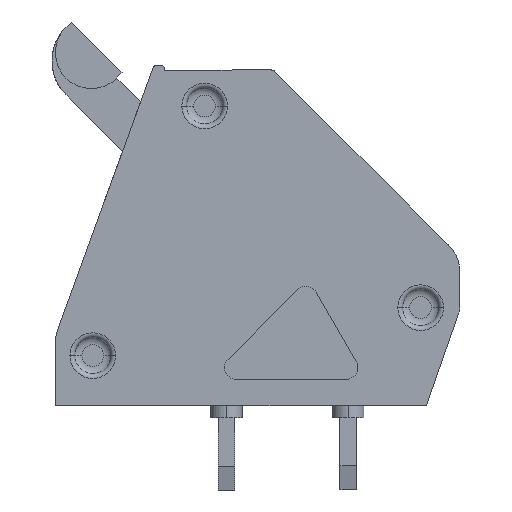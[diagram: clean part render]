
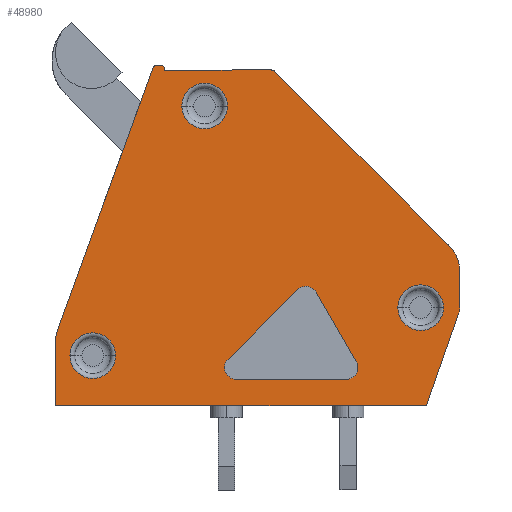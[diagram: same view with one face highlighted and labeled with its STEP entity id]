
A CAD part, left-side view. The second image highlights one B-rep face of the part: STEP entity #48980.
In plain terms, the highlighted face is planar.
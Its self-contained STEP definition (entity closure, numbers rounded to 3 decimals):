
#210=CARTESIAN_POINT('',(85.117,2.155,-2.54));
#220=VERTEX_POINT('',#210);
#250=CARTESIAN_POINT('',(85.317,2.155,-2.54));
#260=DIRECTION('',(0.,0.,1.));
#270=DIRECTION('',(1.,0.,0.));
#280=AXIS2_PLACEMENT_3D('',#250,#260,#270);
#290=CIRCLE('',#280,0.2);
#300=CARTESIAN_POINT('',(85.317,2.355,-2.54));
#310=VERTEX_POINT('',#300);
#320=EDGE_CURVE('',#310,#220,#290,.T.);
#600=CARTESIAN_POINT('',(73.507,-7.745,
-2.54));
#610=VERTEX_POINT('',#600);
#800=CARTESIAN_POINT('',(75.407,-7.745,
-2.54));
#810=VERTEX_POINT('',#800);
#840=CARTESIAN_POINT('',(74.457,-7.745,
-2.54));
#850=DIRECTION('',(0.,0.,1.));
#860=DIRECTION('',(-1.,0.,0.));
#870=AXIS2_PLACEMENT_3D('',#840,#850,#860);
#880=CIRCLE('',#870,0.95);
#890=EDGE_CURVE('',#810,#610,#880,.T.);
#1600=CARTESIAN_POINT('',(82.507,0.655,
-2.54));
#1610=VERTEX_POINT('',#1600);
#1800=CARTESIAN_POINT('',(84.407,0.655,
-2.54));
#1810=VERTEX_POINT('',#1800);
#1840=CARTESIAN_POINT('',(83.457,0.655,
-2.54));
#1850=DIRECTION('',(0.,0.,1.));
#1860=DIRECTION('',(-1.,0.,0.));
#1870=AXIS2_PLACEMENT_3D('',#1840,#1850,#1860);
#1880=CIRCLE('',#1870,0.95);
#1890=EDGE_CURVE('',#1810,#1610,#1880,.T.);
#2430=CARTESIAN_POINT('',(85.427,2.355,-2.54));
#2440=DIRECTION('',(-1.,0.,0.));
#2450=VECTOR('',#2440,1.);
#2460=LINE('',#2430,#2450);
#2470=CARTESIAN_POINT('',(85.427,2.355,-2.54));
#2480=VERTEX_POINT('',#2470);
#2490=EDGE_CURVE('',#2480,#310,#2460,.T.);
#3470=CARTESIAN_POINT('',(87.167,-9.745,
-2.54));
#3480=VERTEX_POINT('',#3470);
#3570=CARTESIAN_POINT('',(89.067,-9.745,
-2.54));
#3580=VERTEX_POINT('',#3570);
#3610=CARTESIAN_POINT('',(88.117,-9.745,
-2.54));
#3620=DIRECTION('',(0.,0.,1.));
#3630=DIRECTION('',(-1.,0.,0.));
#3640=AXIS2_PLACEMENT_3D('',#3610,#3620,#3630);
#3650=CIRCLE('',#3640,0.95);
#3660=EDGE_CURVE('',#3580,#3480,#3650,.T.);
#3930=CARTESIAN_POINT('',(85.427,2.155,-2.54));
#3940=DIRECTION('',(0.,0.,1.));
#3950=DIRECTION('',(1.,0.,0.));
#3960=AXIS2_PLACEMENT_3D('',#3930,#3940,#3950);
#3970=CIRCLE('',#3960,0.2);
#3980=CARTESIAN_POINT('',(85.615,2.224,-2.54));
#3990=VERTEX_POINT('',#3980);
#4000=EDGE_CURVE('',#3990,#2480,#3970,.T.);
#6300=CARTESIAN_POINT('',(89.576,-8.661,-2.54));
#6310=VERTEX_POINT('',#6300);
#6340=CARTESIAN_POINT('',(88.167,-9.174,-2.54));
#6350=DIRECTION('',(0.,0.,1.));
#6360=DIRECTION('',(1.,0.,0.));
#6370=AXIS2_PLACEMENT_3D('',#6340,#6350,#6360);
#6380=CIRCLE('',#6370,1.5);
#6390=CARTESIAN_POINT('',(89.667,-9.174,-2.54));
#6400=VERTEX_POINT('',#6390);
#6410=EDGE_CURVE('',#6400,#6310,#6380,.T.);
#6680=CARTESIAN_POINT('',(89.667,-11.845,-2.54));
#6690=VERTEX_POINT('',#6680);
#6810=CARTESIAN_POINT('',(89.667,-11.345,-2.54));
#6820=DIRECTION('',(0.,1.,0.));
#6830=VECTOR('',#6820,1.);
#6840=LINE('',#6810,#6830);
#6850=EDGE_CURVE('',#6690,#6400,#6840,.T.);
#7140=CARTESIAN_POINT('',(80.68,2.155,-2.54));
#7150=VERTEX_POINT('',#7140);
#7180=CARTESIAN_POINT('',(85.117,2.155,-2.54));
#7190=DIRECTION('',(-1.,0.,0.));
#7200=VECTOR('',#7190,1.);
#7210=LINE('',#7180,#7200);
#7220=EDGE_CURVE('',#220,#7150,#7210,.T.);
#8060=CARTESIAN_POINT('',(89.576,-8.661,-2.54));
#8070=DIRECTION('',(-0.342,0.94,0.));
#8080=VECTOR('',#8070,1.);
#8090=LINE('',#8060,#8080);
#8100=EDGE_CURVE('',#6310,#3990,#8090,.T.);
#8780=CARTESIAN_POINT('',(72.901,-8.085,-2.54));
#8790=DIRECTION('',(0.33,-0.944,0.));
#8800=VECTOR('',#8790,1.);
#8810=LINE('',#8780,#8800);
#8820=CARTESIAN_POINT('',(72.901,-8.085,-2.54));
#8830=VERTEX_POINT('',#8820);
#8840=CARTESIAN_POINT('',(74.217,-11.845,-2.54));
#8850=VERTEX_POINT('',#8840);
#8860=EDGE_CURVE('',#8830,#8850,#8810,.T.);
#9250=CARTESIAN_POINT('',(72.817,-6.246,-2.54));
#9260=DIRECTION('',(0.,-1.,0.));
#9270=VECTOR('',#9260,1.);
#9280=LINE('',#9250,#9270);
#9290=CARTESIAN_POINT('',(72.817,-6.246,-2.54));
#9300=VERTEX_POINT('',#9290);
#9310=CARTESIAN_POINT('',(72.817,-7.59,-2.54));
#9320=VERTEX_POINT('',#9310);
#9330=EDGE_CURVE('',#9300,#9320,#9280,.T.);
#9720=CARTESIAN_POINT('',(74.317,-7.59,-2.54));
#9730=DIRECTION('',(0.,0.,1.));
#9740=DIRECTION('',(1.,0.,0.));
#9750=AXIS2_PLACEMENT_3D('',#9720,#9730,#9740);
#9760=CIRCLE('',#9750,1.5);
#9770=EDGE_CURVE('',#9320,#8830,#9760,.T.);
#10710=CARTESIAN_POINT('',(89.667,-11.845,-2.54));
#10720=DIRECTION('',(-1.,0.,0.));
#10730=VECTOR('',#10720,1.);
#10740=LINE('',#10710,#10730);
#10750=EDGE_CURVE('',#6690,#8850,#10740,.T.);
#11040=CARTESIAN_POINT('',(82.126,-10.745,-2.54));
#11050=VERTEX_POINT('',#11040);
#11130=CARTESIAN_POINT('',(77.572,-10.745,-2.54));
#11140=VERTEX_POINT('',#11130);
#11170=CARTESIAN_POINT('',(72.817,-10.745,-2.54));
#11180=DIRECTION('',(1.,0.,0.));
#11190=VECTOR('',#11180,1.);
#11200=LINE('',#11170,#11190);
#11210=EDGE_CURVE('',#11140,#11050,#11200,.T.);
#11420=CARTESIAN_POINT('',(82.479,-9.891,-2.54));
#11430=VERTEX_POINT('',#11420);
#11480=CARTESIAN_POINT('',(82.126,-10.245,-2.54));
#11490=DIRECTION('',(0.,0.,-1.));
#11500=DIRECTION('',(-1.,0.,0.));
#11510=AXIS2_PLACEMENT_3D('',#11480,#11490,#11500);
#11520=CIRCLE('',#11510,0.5);
#11530=EDGE_CURVE('',#11430,#11050,#11520,.T.);
#13970=CARTESIAN_POINT('',(78.806,-7.108,-2.54));
#13980=VERTEX_POINT('',#13970);
#14060=CARTESIAN_POINT('',(79.592,-7.004,-2.54));
#14070=VERTEX_POINT('',#14060);
#14100=CARTESIAN_POINT('',(79.239,-7.358,-2.54));
#14110=DIRECTION('',(0.,0.,-1.));
#14120=DIRECTION('',(-1.,0.,0.));
#14130=AXIS2_PLACEMENT_3D('',#14100,#14110,#14120);
#14140=CIRCLE('',#14130,0.5);
#14150=EDGE_CURVE('',#13980,#14070,#14140,.T.);
#14350=CARTESIAN_POINT('',(84.433,-11.845,-2.54));
#14360=DIRECTION('',(-0.707,0.707,0.));
#14370=VECTOR('',#14360,1.);
#14380=LINE('',#14350,#14370);
#14390=EDGE_CURVE('',#11430,#14070,#14380,.T.);
#16790=CARTESIAN_POINT('',(74.317,-6.246,-2.54));
#16800=DIRECTION('',(0.,0.,1.));
#16810=DIRECTION('',(1.,0.,0.));
#16820=AXIS2_PLACEMENT_3D('',#16790,#16800,#16810);
#16830=CIRCLE('',#16820,1.5);
#16840=CARTESIAN_POINT('',(73.256,-5.185,-2.54));
#16850=VERTEX_POINT('',#16840);
#16860=EDGE_CURVE('',#16850,#9300,#16830,.T.);
#17190=CARTESIAN_POINT('',(0.,-78.442,-2.54));
#17200=DIRECTION('',(-0.707,-0.707,0.));
#17210=VECTOR('',#17200,1.);
#17220=LINE('',#17190,#17210);
#17230=CARTESIAN_POINT('',(80.538,2.097,-2.54));
#17240=VERTEX_POINT('',#17230);
#17250=EDGE_CURVE('',#17240,#16850,#17220,.T.);
#20220=CARTESIAN_POINT('',(80.68,1.955,-2.54));
#20230=DIRECTION('',(0.,0.,1.));
#20240=DIRECTION('',(1.,0.,0.));
#20250=AXIS2_PLACEMENT_3D('',#20220,#20230,#20240);
#20260=CIRCLE('',#20250,0.2);
#20270=EDGE_CURVE('',#7150,#17240,#20260,.T.);
#48070=CARTESIAN_POINT('',(77.139,-9.995,-2.54));
#48080=VERTEX_POINT('',#48070);
#48130=CARTESIAN_POINT('',(76.071,-11.845,-2.54));
#48140=DIRECTION('',(-0.5,-0.866,0.));
#48150=VECTOR('',#48140,1.);
#48160=LINE('',#48130,#48150);
#48170=EDGE_CURVE('',#13980,#48080,#48160,.T.);
#48370=CARTESIAN_POINT('',(77.572,-10.245,-2.54));
#48380=DIRECTION('',(0.,0.,-1.));
#48390=DIRECTION('',(-1.,0.,0.));
#48400=AXIS2_PLACEMENT_3D('',#48370,#48380,#48390);
#48410=CIRCLE('',#48400,0.5);
#48420=EDGE_CURVE('',#11140,#48080,#48410,.T.);
#48540=CARTESIAN_POINT('',(0.,0.,-2.54));
#48550=DIRECTION('',(0.,0.,1.));
#48560=DIRECTION('',(1.,0.,0.));
#48570=AXIS2_PLACEMENT_3D('',#48540,#48550,#48560);
#48580=PLANE('',#48570);
#48590=EDGE_CURVE('',#3480,#3580,#3650,.T.);
#48600=ORIENTED_EDGE('',*,*,#48590,.T.);
#48610=ORIENTED_EDGE('',*,*,#3660,.T.);
#48620=EDGE_LOOP('',(#48610,#48600));
#48630=FACE_BOUND('',#48620,.T.);
#48640=EDGE_CURVE('',#1610,#1810,#1880,.T.);
#48650=ORIENTED_EDGE('',*,*,#48640,.T.);
#48660=ORIENTED_EDGE('',*,*,#1890,.T.);
#48670=EDGE_LOOP('',(#48660,#48650));
#48680=FACE_BOUND('',#48670,.T.);
#48690=ORIENTED_EDGE('',*,*,#14390,.T.);
#48700=ORIENTED_EDGE('',*,*,#11530,.F.);
#48710=ORIENTED_EDGE('',*,*,#11210,.T.);
#48720=ORIENTED_EDGE('',*,*,#48420,.F.);
#48730=ORIENTED_EDGE('',*,*,#48170,.T.);
#48740=ORIENTED_EDGE('',*,*,#14150,.F.);
#48750=EDGE_LOOP('',(#48740,#48730,#48720,#48710,#48700,#48690));
#48760=FACE_BOUND('',#48750,.T.);
#48770=EDGE_CURVE('',#610,#810,#880,.T.);
#48780=ORIENTED_EDGE('',*,*,#48770,.T.);
#48790=ORIENTED_EDGE('',*,*,#890,.T.);
#48800=EDGE_LOOP('',(#48790,#48780));
#48810=FACE_BOUND('',#48800,.T.);
#48820=ORIENTED_EDGE('',*,*,#6850,.F.);
#48830=ORIENTED_EDGE('',*,*,#6410,.F.);
#48840=ORIENTED_EDGE('',*,*,#8100,.F.);
#48850=ORIENTED_EDGE('',*,*,#4000,.F.);
#48860=ORIENTED_EDGE('',*,*,#2490,.F.);
#48870=ORIENTED_EDGE('',*,*,#320,.F.);
#48880=ORIENTED_EDGE('',*,*,#7220,.F.);
#48890=ORIENTED_EDGE('',*,*,#20270,.F.);
#48900=ORIENTED_EDGE('',*,*,#17250,.F.);
#48910=ORIENTED_EDGE('',*,*,#16860,.F.);
#48920=ORIENTED_EDGE('',*,*,#9330,.F.);
#48930=ORIENTED_EDGE('',*,*,#9770,.F.);
#48940=ORIENTED_EDGE('',*,*,#8860,.F.);
#48950=ORIENTED_EDGE('',*,*,#10750,.T.);
#48960=EDGE_LOOP('',(#48950,#48940,#48930,#48920,#48910,#48900,#48890,
#48880,#48870,#48860,#48850,#48840,#48830,#48820));
#48970=FACE_OUTER_BOUND('',#48960,.T.);
#48980=ADVANCED_FACE('',(#48630,#48680,#48760,#48810,#48970),#48580,.F.)
;
